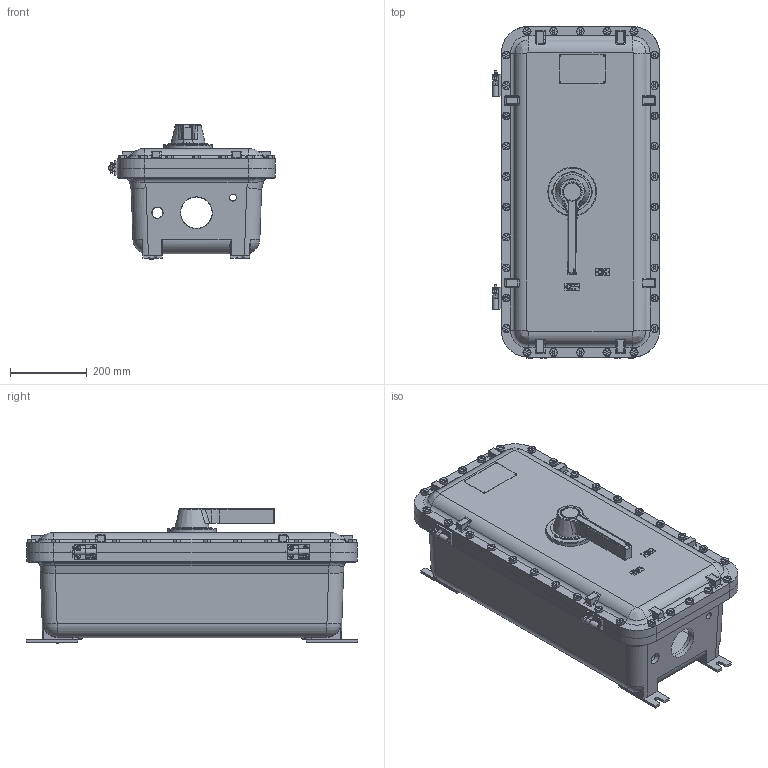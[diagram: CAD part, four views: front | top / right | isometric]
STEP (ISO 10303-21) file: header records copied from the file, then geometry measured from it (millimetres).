
FILE_DESCRIPTION(/* description */ ('B7CD '),/* implementation_level */ '2;1');
FILE_NAME(/* name */ 'B7CD.stp',/* time_stamp */ '2018-01-17T13:12:57+06:00',/* author */ ('avenkatesan'),/* organization */ (''),/* preprocessor_version */ 'ST-DEVELOPER v17',/* originating_system */ 'Autodesk Inventor 2018',/* authorisation */ '');
FILE_SCHEMA (('AUTOMOTIVE_DESIGN { 1 0 10303 214 3 1 1 }'));
Products named in the file (21): B7CD; 16421; 17891; Hinge 11B; 18094; 18147AABB; Hinge 11T; 18095; 18093; SAE J487a - 1/8 x 3/4    Extended Prong Square Cut Type; 0720361B; 0106275B; 16972AAAB; EXH3D; 0240175M; 17885; Button large; 17947 ON; 17947 OFF; 17867; 20859AAAB
Assembly tree (67 placements, depth 3):
  B7CD
    16421
    17891
    Hinge 11B
      18094
      18093
    18147AABB  x8
    Hinge 11T
      18095
      18093
      SAE J487a - 1/8 x 3/4    Extended Prong Square Cut Type
    0720361B  x30
    0106275B  x4
    16972AAAB  x8
    EXH3D
      0240175M
      17885
      Button large
    17947 ON
    17947 OFF
    17867
    20859AAAB
Bounding box: 435.71 x 866.77 x 351.99 mm (x, y, z)
Volume: 25601870.9 mm3; surface area: 2973108.3 mm2
Topology: 66 solids, 66 shells, 4401 faces, 11533 edges, 7397 vertices
Faces by surface type: plane 2940, cylinder 594, cone 511, bspline 202, torus 136, sphere 18
Full cylindrical faces by diameter (mm): 2.184 x4, 2.54 x4, 2.778 x4, 2.779 x1, 4.496 x4, 4.978 x8, 5.105 x18, 5.613 x8, 6.198 x8, 6.35 x4, 6.746 x8, 6.756 x4, 7.798 x8, 7.925 x2, 8.075 x2, 8.077 x4, 9.286 x8, 10.312 x8, 10.592 x30, 12.294 x30, 12.418 x8, 12.423 x30, 12.7 x4, 13.487 x30, 13.494 x4, 17.475 x2, 19.05 x30, 28.575 x2, 39.268 x1, 44.45 x1
Entity records: 56091 total; most frequent: CARTESIAN_POINT 14169, ORIENTED_EDGE 8596, DIRECTION 8422, EDGE_CURVE 4298, AXIS2_PLACEMENT_3D 3137, VERTEX_POINT 2854, LINE 2148, VECTOR 2148
